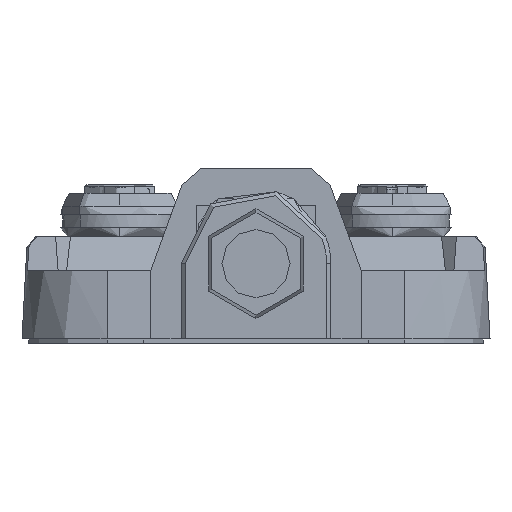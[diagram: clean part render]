
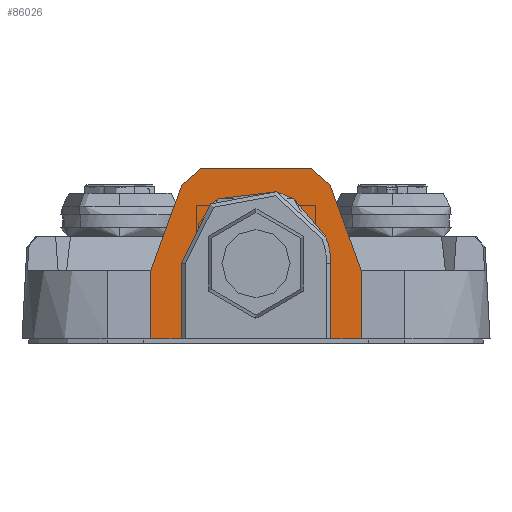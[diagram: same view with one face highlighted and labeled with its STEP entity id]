
A CAD part, left-side view. The second image highlights one B-rep face of the part: STEP entity #86026.
In plain terms, the highlighted planar face has unit normal (-1, 0, 0).
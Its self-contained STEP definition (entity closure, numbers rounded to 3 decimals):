
#15222=DIRECTION('',(0.,0.,1.));
#15223=VECTOR('',#15222,8.);
#15224=CARTESIAN_POINT('',(-21.129,-12.368,-12.));
#15225=LINE('',#15224,#15223);
#15226=DIRECTION('',(0.,-1.,0.));
#15227=VECTOR('',#15226,3.568);
#15228=CARTESIAN_POINT('',(-21.129,-8.8,-12.));
#15229=LINE('',#15228,#15227);
#15230=CARTESIAN_POINT('',(-21.129,0.,-3.15));
#15231=DIRECTION('',(1.,0.,0.));
#15232=DIRECTION('',(0.,1.,0.));
#15233=AXIS2_PLACEMENT_3D('',#15230,#15231,#15232);
#15235=DIRECTION('',(0.,0.,1.));
#15236=VECTOR('',#15235,8.85);
#15237=CARTESIAN_POINT('',(-21.129,8.8,-12.));
#15238=LINE('',#15237,#15236);
#15239=DIRECTION('',(0.,-1.,0.));
#15240=VECTOR('',#15239,3.568);
#15241=CARTESIAN_POINT('',(-21.129,12.368,-12.));
#15242=LINE('',#15241,#15240);
#15243=DIRECTION('',(0.,0.,-1.));
#15244=VECTOR('',#15243,8.);
#15245=CARTESIAN_POINT('',(-21.129,12.368,
-4.));
#15246=LINE('',#15245,#15244);
#15247=DIRECTION('',(0.,0.342,-0.94));
#15248=VECTOR('',#15247,10.77);
#15249=CARTESIAN_POINT('',(-21.129,8.684,
6.121));
#15250=LINE('',#15249,#15248);
#15251=DIRECTION('',(0.,0.758,-0.652));
#15252=VECTOR('',#15251,2.881);
#15253=CARTESIAN_POINT('',(-21.129,6.5,
8.));
#15254=LINE('',#15253,#15252);
#15255=DIRECTION('',(0.,0.758,0.652));
#15256=VECTOR('',#15255,2.881);
#15257=CARTESIAN_POINT('',(-21.129,-8.684,
6.121));
#15258=LINE('',#15257,#15256);
#15259=DIRECTION('',(0.,0.342,0.94));
#15260=VECTOR('',#15259,10.77);
#15261=CARTESIAN_POINT('',(-21.129,-12.368,
-4.));
#15262=LINE('',#15261,#15260);
#16054=DIRECTION('',(0.,0.,1.));
#16055=VECTOR('',#16054,8.85);
#16056=CARTESIAN_POINT('',(-21.129,-8.8,-12.));
#16057=LINE('',#16056,#16055);
#16370=DIRECTION('',(0.,-1.,0.));
#16371=VECTOR('',#16370,13.);
#16372=CARTESIAN_POINT('',(-21.129,6.5,
8.));
#16373=LINE('',#16372,#16371);
#70653=CARTESIAN_POINT('',(-21.129,12.368,
-4.));
#70654=VERTEX_POINT('',#70653);
#70665=CARTESIAN_POINT('',(-21.129,8.684,
6.121));
#70666=VERTEX_POINT('',#70665);
#70668=CARTESIAN_POINT('',(-21.129,6.5,
8.));
#70670=VERTEX_POINT('',#70668);
#70671=CARTESIAN_POINT('',(-21.129,-12.368,-12.));
#70672=CARTESIAN_POINT('',(-21.129,-12.368,
-4.));
#70673=VERTEX_POINT('',#70671);
#70674=VERTEX_POINT('',#70672);
#70675=CARTESIAN_POINT('',(-21.129,-8.684,
6.121));
#70676=VERTEX_POINT('',#70675);
#70677=CARTESIAN_POINT('',(-21.129,-6.5,
8.));
#70678=VERTEX_POINT('',#70677);
#70679=CARTESIAN_POINT('',(-21.129,12.368,-12.));
#70680=VERTEX_POINT('',#70679);
#70681=CARTESIAN_POINT('',(-21.129,8.8,-12.));
#70682=VERTEX_POINT('',#70681);
#70683=CARTESIAN_POINT('',(-21.129,8.8,-3.15));
#70684=VERTEX_POINT('',#70683);
#70685=CARTESIAN_POINT('',(-21.129,-8.8,-3.15));
#70686=VERTEX_POINT('',#70685);
#70687=CARTESIAN_POINT('',(-21.129,-8.8,-12.));
#70688=VERTEX_POINT('',#70687);
#85998=CARTESIAN_POINT('',(-21.129,0.,-12.));
#85999=DIRECTION('',(-1.,0.,0.));
#86000=DIRECTION('',(0.,-1.,0.));
#86001=AXIS2_PLACEMENT_3D('',#85998,#85999,#86000);
#86002=PLANE('',#86001);
#86004=ORIENTED_EDGE('',*,*,#86003,.F.);
#86006=ORIENTED_EDGE('',*,*,#86005,.F.);
#86008=ORIENTED_EDGE('',*,*,#86007,.T.);
#86010=ORIENTED_EDGE('',*,*,#86009,.F.);
#86012=ORIENTED_EDGE('',*,*,#86011,.F.);
#86014=ORIENTED_EDGE('',*,*,#86013,.F.);
#86015=ORIENTED_EDGE('',*,*,#85991,.F.);
#86016=ORIENTED_EDGE('',*,*,#85690,.F.);
#86018=ORIENTED_EDGE('',*,*,#86017,.F.);
#86020=ORIENTED_EDGE('',*,*,#86019,.T.);
#86022=ORIENTED_EDGE('',*,*,#86021,.F.);
#86023=ORIENTED_EDGE('',*,*,#85728,.F.);
#86024=EDGE_LOOP('',(#86004,#86006,#86008,#86010,#86012,#86014,#86015,#86016,
#86018,#86020,#86022,#86023));
#86025=FACE_OUTER_BOUND('',#86024,.F.);
#86026=ADVANCED_FACE('',(#86025),#86002,.T.);
#15234=CIRCLE('',#15233,8.8);
#85690=EDGE_CURVE('',#70666,#70654,#15250,.T.);
#85728=EDGE_CURVE('',#70674,#70676,#15262,.T.);
#85991=EDGE_CURVE('',#70654,#70680,#15246,.T.);
#86003=EDGE_CURVE('',#70673,#70674,#15225,.T.);
#86005=EDGE_CURVE('',#70688,#70673,#15229,.T.);
#86007=EDGE_CURVE('',#70688,#70686,#16057,.T.);
#86009=EDGE_CURVE('',#70684,#70686,#15234,.T.);
#86011=EDGE_CURVE('',#70682,#70684,#15238,.T.);
#86013=EDGE_CURVE('',#70680,#70682,#15242,.T.);
#86017=EDGE_CURVE('',#70670,#70666,#15254,.T.);
#86019=EDGE_CURVE('',#70670,#70678,#16373,.T.);
#86021=EDGE_CURVE('',#70676,#70678,#15258,.T.);
